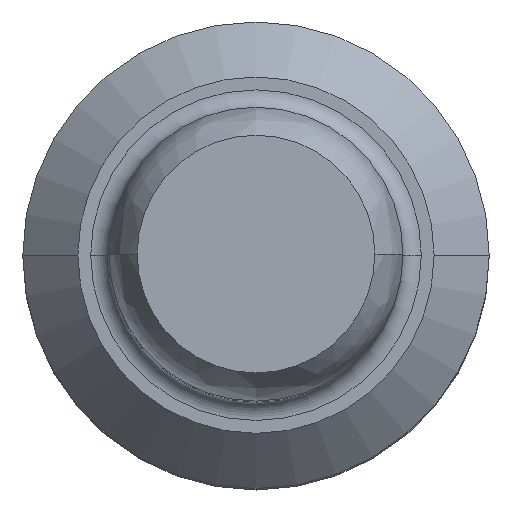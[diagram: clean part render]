
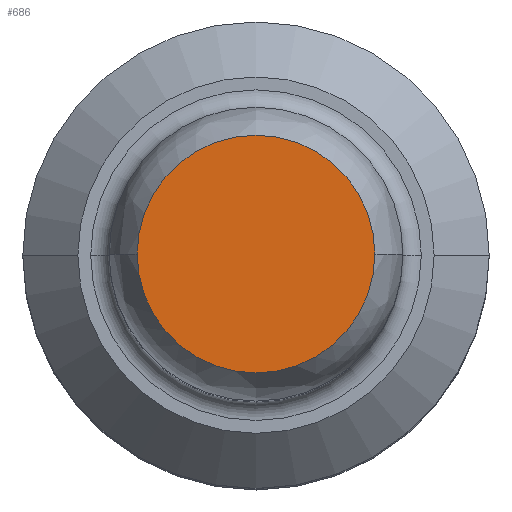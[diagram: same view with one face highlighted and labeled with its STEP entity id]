
A CAD part, top view. The second image highlights one B-rep face of the part: STEP entity #686.
In plain terms, the highlighted planar face has unit normal (0, 0, 1).
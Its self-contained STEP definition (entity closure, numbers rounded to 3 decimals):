
#179=CARTESIAN_POINT('',(0.,0.,20.412));
#180=DIRECTION('',(0.,0.,-1.));
#181=DIRECTION('',(1.,0.,0.));
#182=AXIS2_PLACEMENT_3D('',#179,#180,#181);
#189=CARTESIAN_POINT('',(0.,0.,20.412));
#190=DIRECTION('',(0.,0.,1.));
#191=DIRECTION('',(1.,0.,0.));
#192=AXIS2_PLACEMENT_3D('',#189,#190,#191);
#315=CARTESIAN_POINT('',(3.236,0.,20.412));
#317=VERTEX_POINT('',#315);
#343=CARTESIAN_POINT('',(-3.236,0.,20.412));
#345=VERTEX_POINT('',#343);
#677=CARTESIAN_POINT('',(0.,0.,20.412));
#678=DIRECTION('',(0.,0.,-1.));
#679=DIRECTION('',(1.,0.,0.));
#680=AXIS2_PLACEMENT_3D('',#677,#678,#679);
#681=PLANE('',#680);
#682=ORIENTED_EDGE('',*,*,#670,.F.);
#683=ORIENTED_EDGE('',*,*,#635,.T.);
#684=EDGE_LOOP('',(#682,#683));
#685=FACE_OUTER_BOUND('',#684,.F.);
#686=ADVANCED_FACE('',(#685),#681,.F.);
#183=CIRCLE('',#182,3.236);
#193=CIRCLE('',#192,3.236);
#635=EDGE_CURVE('',#317,#345,#183,.T.);
#670=EDGE_CURVE('',#317,#345,#193,.T.);
